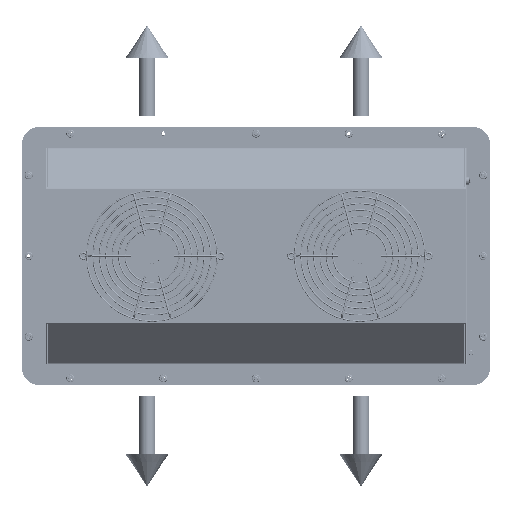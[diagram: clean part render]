
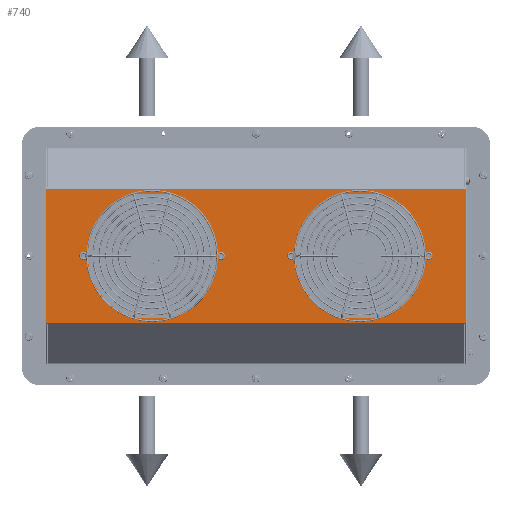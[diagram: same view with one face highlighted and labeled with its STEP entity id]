
A CAD part, top view. The second image highlights one B-rep face of the part: STEP entity #740.
In plain terms, the highlighted planar face has unit normal (0, 0, 1).
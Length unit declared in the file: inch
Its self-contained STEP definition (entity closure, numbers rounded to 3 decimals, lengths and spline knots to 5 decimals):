
#74 = LINE ( 'NONE', #52087, #31010 ) ;
#156 = AXIS2_PLACEMENT_3D ( 'NONE', #40601, #15385, #44822 ) ;
#393 = EDGE_CURVE ( 'NONE', #20576, #20576, #5328, .T. ) ;
#740 = ADVANCED_FACE ( 'NONE', ( #53295, #11189, #54625, #42100, #30896, #22358, #19715 ), #49083, .F. ) ;
#781 = AXIS2_PLACEMENT_3D ( 'NONE', #32215, #7046, #36441 ) ;
#1234 = AXIS2_PLACEMENT_3D ( 'NONE', #28841, #3649, #33069 ) ;
#1537 = DIRECTION ( 'NONE',  ( 0., 0., 1. ) ) ;
#1547 = CIRCLE ( 'NONE', #42145, 0.09375 ) ;
#1878 = EDGE_CURVE ( 'NONE', #48630, #32019, #14576, .T. ) ;
#2154 = VERTEX_POINT ( 'NONE', #49439 ) ;
#2557 = DIRECTION ( 'NONE',  ( 0., -1., 0. ) ) ;
#3183 = CIRCLE ( 'NONE', #7736, 0.09375 ) ;
#3536 = EDGE_CURVE ( 'NONE', #47472, #30074, #36907, .T. ) ;
#3649 = DIRECTION ( 'NONE',  ( 0., 0., 1. ) ) ;
#4075 = CARTESIAN_POINT ( 'NONE',  ( 9.45856, 9.15478, 21.32752 ) ) ;
#4219 = EDGE_CURVE ( 'NONE', #12671, #16402, #24318, .T. ) ;
#4250 = VECTOR ( 'NONE', #36786, 39.37008 ) ;
#4294 = DIRECTION ( 'NONE',  ( 0., 1., 0. ) ) ;
#4342 = CARTESIAN_POINT ( 'NONE',  ( 1.45107, 9.15478, 21.32752 ) ) ;
#4663 = EDGE_CURVE ( 'NONE', #40938, #40938, #3183, .T. ) ;
#4804 = ORIENTED_EDGE ( 'NONE', *, *, #15905, .F. ) ;
#5328 = CIRCLE ( 'NONE', #1234, 0.09375 ) ;
#5367 = ORIENTED_EDGE ( 'NONE', *, *, #24985, .T. ) ;
#5373 = EDGE_LOOP ( 'NONE', ( #4804, #24553, #39693, #5585 ) ) ;
#5585 = ORIENTED_EDGE ( 'NONE', *, *, #33755, .F. ) ;
#6214 = VERTEX_POINT ( 'NONE', #39558 ) ;
#7046 = DIRECTION ( 'NONE',  ( 0., 0., 1. ) ) ;
#7391 = CARTESIAN_POINT ( 'NONE',  ( 11.10807, 9.15478, 21.32752 ) ) ;
#7736 = AXIS2_PLACEMENT_3D ( 'NONE', #26735, #1537, #30978 ) ;
#8741 = AXIS2_PLACEMENT_3D ( 'NONE', #10102, #39473, #14312 ) ;
#8931 = EDGE_CURVE ( 'NONE', #30074, #38274, #74, .T. ) ;
#9569 = LINE ( 'NONE', #45769, #31932 ) ;
#10102 = CARTESIAN_POINT ( 'NONE',  ( 10.28331, 12.02878, 21.32752 ) ) ;
#10149 = VERTEX_POINT ( 'NONE', #4075 ) ;
#11189 = FACE_BOUND ( 'NONE', #30983, .T. ) ;
#11288 = VECTOR ( 'NONE', #34827, 39.37008 ) ;
#11630 = EDGE_CURVE ( 'NONE', #2154, #10149, #41694, .T. ) ;
#12671 = VERTEX_POINT ( 'NONE', #33160 ) ;
#12720 = CARTESIAN_POINT ( 'NONE',  ( 0.62631, 12.02878, 21.32752 ) ) ;
#13092 = CARTESIAN_POINT ( 'NONE',  ( -2.56269, 11.93503, 21.32752 ) ) ;
#13095 = VECTOR ( 'NONE', #4294, 39.37008 ) ;
#13738 = ORIENTED_EDGE ( 'NONE', *, *, #25442, .F. ) ;
#14312 = DIRECTION ( 'NONE',  ( 0., 1., 0. ) ) ;
#14576 = LINE ( 'NONE', #37899, #25768 ) ;
#15385 = DIRECTION ( 'NONE',  ( 0., 0., 1. ) ) ;
#15444 = CARTESIAN_POINT ( 'NONE',  ( 1.45107, 9.15478, 21.32752 ) ) ;
#15787 = AXIS2_PLACEMENT_3D ( 'NONE', #52964, #27747, #2557 ) ;
#15905 = EDGE_CURVE ( 'NONE', #10149, #24554, #31241, .T. ) ;
#16402 = VERTEX_POINT ( 'NONE', #34422 ) ;
#16477 = CARTESIAN_POINT ( 'NONE',  ( 7.09431, 11.93503, 21.32752 ) ) ;
#16731 = ORIENTED_EDGE ( 'NONE', *, *, #3536, .F. ) ;
#16934 = DIRECTION ( 'NONE',  ( 0., 1., 0. ) ) ;
#18735 = EDGE_LOOP ( 'NONE', ( #37905, #42941, #46066, #5367 ) ) ;
#19668 = DIRECTION ( 'NONE',  ( 1., 0., 0. ) ) ;
#19715 = FACE_BOUND ( 'NONE', #44452, .T. ) ;
#19800 = CARTESIAN_POINT ( 'NONE',  ( 13.47231, 11.93503, 21.32752 ) ) ;
#19818 = DIRECTION ( 'NONE',  ( 0., 0., -1. ) ) ;
#20371 = ORIENTED_EDGE ( 'NONE', *, *, #50836, .F. ) ;
#20557 = DIRECTION ( 'NONE',  ( -1., 0., 0. ) ) ;
#20576 = VERTEX_POINT ( 'NONE', #13092 ) ;
#21050 = CARTESIAN_POINT ( 'NONE',  ( -0.19844, 14.90278, 21.32752 ) ) ;
#21500 = CARTESIAN_POINT ( 'NONE',  ( 1.45107, 14.90278, 21.32752 ) ) ;
#22358 = FACE_BOUND ( 'NONE', #41526, .T. ) ;
#22461 = LINE ( 'NONE', #30602, #11288 ) ;
#22659 = DIRECTION ( 'NONE',  ( 0., 0., 1. ) ) ;
#22848 = CARTESIAN_POINT ( 'NONE',  ( 9.45856, 14.90278, 21.32752 ) ) ;
#24318 = LINE ( 'NONE', #33723, #13095 ) ;
#24553 = ORIENTED_EDGE ( 'NONE', *, *, #11630, .F. ) ;
#24554 = VERTEX_POINT ( 'NONE', #31212 ) ;
#24985 = EDGE_CURVE ( 'NONE', #16402, #48630, #9569, .T. ) ;
#25442 = EDGE_CURVE ( 'NONE', #27321, #27321, #1547, .T. ) ;
#25768 = VECTOR ( 'NONE', #50228, 39.37008 ) ;
#26036 = LINE ( 'NONE', #22848, #37243 ) ;
#26384 = CIRCLE ( 'NONE', #8741, 2.99 ) ;
#26735 = CARTESIAN_POINT ( 'NONE',  ( 3.81531, 12.02878, 21.32752 ) ) ;
#26878 = DIRECTION ( 'NONE',  ( -1., 0., 0. ) ) ;
#27321 = VERTEX_POINT ( 'NONE', #19800 ) ;
#27536 = ORIENTED_EDGE ( 'NONE', *, *, #8931, .F. ) ;
#27547 = EDGE_CURVE ( 'NONE', #38274, #49961, #51535, .T. ) ;
#27747 = DIRECTION ( 'NONE',  ( 0., 0., 1. ) ) ;
#28187 = EDGE_CURVE ( 'NONE', #32019, #12671, #22461, .T. ) ;
#28841 = CARTESIAN_POINT ( 'NONE',  ( -2.56269, 12.02878, 21.32752 ) ) ;
#30074 = VERTEX_POINT ( 'NONE', #21500 ) ;
#30567 = CARTESIAN_POINT ( 'NONE',  ( 3.81531, 11.93503, 21.32752 ) ) ;
#30602 = CARTESIAN_POINT ( 'NONE',  ( 15.22606, 8.9162, 21.32752 ) ) ;
#30896 = FACE_BOUND ( 'NONE', #51958, .T. ) ;
#30978 = DIRECTION ( 'NONE',  ( 0., -1., 0. ) ) ;
#30983 = EDGE_LOOP ( 'NONE', ( #38715 ) ) ;
#31010 = VECTOR ( 'NONE', #26878, 39.37008 ) ;
#31212 = CARTESIAN_POINT ( 'NONE',  ( 11.10807, 9.15478, 21.32752 ) ) ;
#31241 = LINE ( 'NONE', #7391, #4250 ) ;
#31799 = ORIENTED_EDGE ( 'NONE', *, *, #393, .F. ) ;
#31856 = CIRCLE ( 'NONE', #156, 0.09375 ) ;
#31932 = VECTOR ( 'NONE', #20557, 39.37008 ) ;
#32019 = VERTEX_POINT ( 'NONE', #53105 ) ;
#32048 = EDGE_CURVE ( 'NONE', #32578, #32578, #31856, .T. ) ;
#32215 = CARTESIAN_POINT ( 'NONE',  ( 10.28331, 12.02878, 21.32752 ) ) ;
#32578 = VERTEX_POINT ( 'NONE', #16477 ) ;
#32963 = CARTESIAN_POINT ( 'NONE',  ( -4.28744, 15.14135, 21.32752 ) ) ;
#33069 = DIRECTION ( 'NONE',  ( 0., -1., 0. ) ) ;
#33160 = CARTESIAN_POINT ( 'NONE',  ( 15.19606, 8.9162, 21.32752 ) ) ;
#33723 = CARTESIAN_POINT ( 'NONE',  ( 15.19606, 7.02878, 21.32752 ) ) ;
#33755 = EDGE_CURVE ( 'NONE', #24554, #6214, #26384, .T. ) ;
#33865 = ORIENTED_EDGE ( 'NONE', *, *, #27547, .F. ) ;
#34060 = AXIS2_PLACEMENT_3D ( 'NONE', #45028, #19818, #49263 ) ;
#34422 = CARTESIAN_POINT ( 'NONE',  ( 15.19606, 15.14135, 21.32752 ) ) ;
#34827 = DIRECTION ( 'NONE',  ( 1., 0., 0. ) ) ;
#34856 = LINE ( 'NONE', #15444, #44718 ) ;
#36441 = DIRECTION ( 'NONE',  ( 0., -1., 0. ) ) ;
#36786 = DIRECTION ( 'NONE',  ( 1., 0., 0. ) ) ;
#36812 = EDGE_LOOP ( 'NONE', ( #13738 ) ) ;
#36907 = CIRCLE ( 'NONE', #49192, 2.99 ) ;
#37243 = VECTOR ( 'NONE', #48029, 39.37008 ) ;
#37899 = CARTESIAN_POINT ( 'NONE',  ( -4.28744, 7.02878, 21.32752 ) ) ;
#37905 = ORIENTED_EDGE ( 'NONE', *, *, #1878, .T. ) ;
#38274 = VERTEX_POINT ( 'NONE', #21050 ) ;
#38715 = ORIENTED_EDGE ( 'NONE', *, *, #32048, .F. ) ;
#39473 = DIRECTION ( 'NONE',  ( 0., 0., 1. ) ) ;
#39558 = CARTESIAN_POINT ( 'NONE',  ( 11.10807, 14.90278, 21.32752 ) ) ;
#39693 = ORIENTED_EDGE ( 'NONE', *, *, #46697, .F. ) ;
#40601 = CARTESIAN_POINT ( 'NONE',  ( 7.09431, 12.02878, 21.32752 ) ) ;
#40938 = VERTEX_POINT ( 'NONE', #30567 ) ;
#41526 = EDGE_LOOP ( 'NONE', ( #44662 ) ) ;
#41694 = CIRCLE ( 'NONE', #781, 2.99 ) ;
#42100 = FACE_OUTER_BOUND ( 'NONE', #18735, .T. ) ;
#42135 = DIRECTION ( 'NONE',  ( 0., 0., 1. ) ) ;
#42145 = AXIS2_PLACEMENT_3D ( 'NONE', #47838, #22659, #52059 ) ;
#42941 = ORIENTED_EDGE ( 'NONE', *, *, #28187, .T. ) ;
#44452 = EDGE_LOOP ( 'NONE', ( #31799 ) ) ;
#44662 = ORIENTED_EDGE ( 'NONE', *, *, #4663, .F. ) ;
#44718 = VECTOR ( 'NONE', #19668, 39.37008 ) ;
#44822 = DIRECTION ( 'NONE',  ( 0., -1., 0. ) ) ;
#45028 = CARTESIAN_POINT ( 'NONE',  ( 15.22606, 7.02878, 21.32752 ) ) ;
#45313 = CARTESIAN_POINT ( 'NONE',  ( -0.19844, 9.15478, 21.32752 ) ) ;
#45769 = CARTESIAN_POINT ( 'NONE',  ( 15.22606, 15.14135, 21.32752 ) ) ;
#46066 = ORIENTED_EDGE ( 'NONE', *, *, #4219, .T. ) ;
#46697 = EDGE_CURVE ( 'NONE', #6214, #2154, #26036, .T. ) ;
#47472 = VERTEX_POINT ( 'NONE', #4342 ) ;
#47838 = CARTESIAN_POINT ( 'NONE',  ( 13.47231, 12.02878, 21.32752 ) ) ;
#48029 = DIRECTION ( 'NONE',  ( -1., 0., 0. ) ) ;
#48630 = VERTEX_POINT ( 'NONE', #32963 ) ;
#49083 = PLANE ( 'NONE',  #34060 ) ;
#49192 = AXIS2_PLACEMENT_3D ( 'NONE', #12720, #42135, #16934 ) ;
#49263 = DIRECTION ( 'NONE',  ( 1., 0., 0. ) ) ;
#49439 = CARTESIAN_POINT ( 'NONE',  ( 9.45856, 14.90278, 21.32752 ) ) ;
#49961 = VERTEX_POINT ( 'NONE', #45313 ) ;
#50228 = DIRECTION ( 'NONE',  ( 0., -1., 0. ) ) ;
#50836 = EDGE_CURVE ( 'NONE', #49961, #47472, #34856, .T. ) ;
#51535 = CIRCLE ( 'NONE', #15787, 2.99 ) ;
#51958 = EDGE_LOOP ( 'NONE', ( #33865, #27536, #16731, #20371 ) ) ;
#52059 = DIRECTION ( 'NONE',  ( 0., -1., 0. ) ) ;
#52087 = CARTESIAN_POINT ( 'NONE',  ( -0.19844, 14.90278, 21.32752 ) ) ;
#52964 = CARTESIAN_POINT ( 'NONE',  ( 0.62631, 12.02878, 21.32752 ) ) ;
#53105 = CARTESIAN_POINT ( 'NONE',  ( -4.28744, 8.9162, 21.32752 ) ) ;
#53295 = FACE_BOUND ( 'NONE', #36812, .T. ) ;
#54625 = FACE_BOUND ( 'NONE', #5373, .T. ) ;
